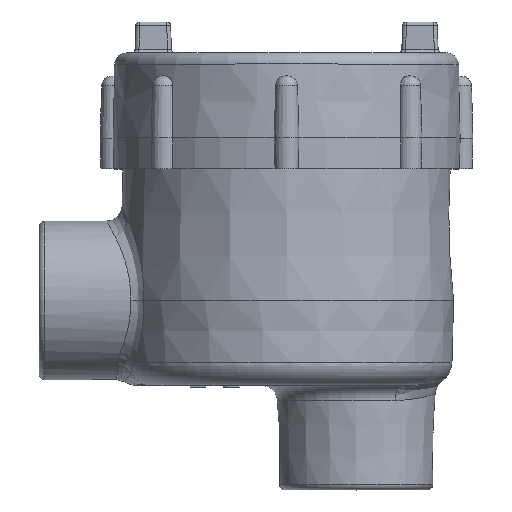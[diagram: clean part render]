
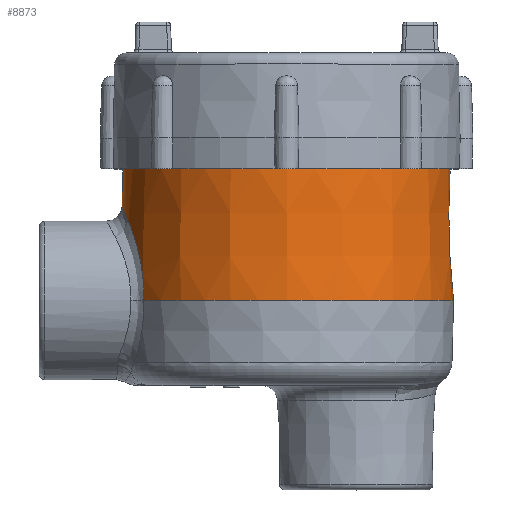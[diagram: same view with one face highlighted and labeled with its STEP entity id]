
A CAD part, top view. The second image highlights one B-rep face of the part: STEP entity #8873.
In plain terms, the highlighted conical face has half-angle 1.5 degrees and reference radius 33.211 mm.
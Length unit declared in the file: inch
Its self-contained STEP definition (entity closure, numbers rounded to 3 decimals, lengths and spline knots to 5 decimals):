
#646=FACE_OUTER_BOUND('',#1191,.T.);
#1191=EDGE_LOOP('',(#6120,#6121,#6122,#6123,#6124,#6125));
#1800=B_SPLINE_CURVE_WITH_KNOTS('',3,(#12417,#12418,#12419,#12420,#12421,
#12422,#12423,#12424,#12425,#12426,#12427,#12428,#12429,#12430,#12431,#12432,
#12433,#12434,#12435,#12436,#12437,#12438,#12439,#12440,#12441,#12442,#12443,
#12444,#12445,#12446,#12447,#12448,#12449,#12450,#12451,#12452,#12453,#12454,
#12455,#12456,#12457,#12458,#12459,#12460,#12461,#12462,#12463,#12464,#12465,
#12466,#12467,#12468,#12469,#12470,#12471,#12472,#12473,#12474,#12475,#12476,
#12477,#12478,#12479,#12480,#12481,#12482,#12483,#12484,#12485,#12486,#12487,
#12488,#12489,#12490,#12491,#12492,#12493,#12494,#12495),.UNSPECIFIED.,
 .F.,.F.,(4,3,3,3,3,3,3,3,3,3,3,3,3,3,3,3,3,3,3,3,3,3,3,3,3,3,4),(0.,
0.04005,0.08241,0.12995,0.18174,
0.23819,0.25,0.29852,0.34285,0.375,0.41433,
0.45299,0.49109,0.5,0.53967,0.57973,
0.62068,0.625,0.67309,0.72478,0.75,0.80575,
0.85528,0.90094,0.94375,0.98355,
1.),.UNSPECIFIED.);
#2064=LINE('',#12413,#2843);
#2843=VECTOR('',#10191,1.3075);
#3622=CIRCLE('',#9464,1.35005);
#3623=CIRCLE('',#9465,1.32223);
#3624=CIRCLE('',#9466,1.35005);
#3889=VERTEX_POINT('',#12409);
#3890=VERTEX_POINT('',#12410);
#3891=VERTEX_POINT('',#12412);
#3892=VERTEX_POINT('',#12415);
#4764=EDGE_CURVE('',#3889,#3890,#3622,.T.);
#4765=EDGE_CURVE('',#3890,#3891,#2064,.T.);
#4766=EDGE_CURVE('',#3891,#3891,#3623,.T.);
#4767=EDGE_CURVE('',#3890,#3892,#3624,.T.);
#4768=EDGE_CURVE('',#3892,#3889,#1800,.T.);
#6120=ORIENTED_EDGE('',*,*,#4764,.T.);
#6121=ORIENTED_EDGE('',*,*,#4765,.T.);
#6122=ORIENTED_EDGE('',*,*,#4766,.T.);
#6123=ORIENTED_EDGE('',*,*,#4765,.F.);
#6124=ORIENTED_EDGE('',*,*,#4767,.T.);
#6125=ORIENTED_EDGE('',*,*,#4768,.T.);
#8832=CONICAL_SURFACE('',#9463,1.3075,0.026);
#8873=ADVANCED_FACE('',(#646),#8832,.T.);
#9463=AXIS2_PLACEMENT_3D('',#12408,#10187,#10188);
#9464=AXIS2_PLACEMENT_3D('',#12411,#10189,#10190);
#9465=AXIS2_PLACEMENT_3D('',#12414,#10192,#10193);
#9466=AXIS2_PLACEMENT_3D('',#12416,#10194,#10195);
#10187=DIRECTION('center_axis',(0.,-1.,0.));
#10188=DIRECTION('ref_axis',(0.,0.,-1.));
#10189=DIRECTION('center_axis',(0.,1.,0.));
#10190=DIRECTION('ref_axis',(0.,0.,1.));
#10191=DIRECTION('',(0.,1.,-0.026));
#10192=DIRECTION('center_axis',(0.,-1.,0.));
#10193=DIRECTION('ref_axis',(0.,0.,1.));
#10194=DIRECTION('center_axis',(0.,1.,0.));
#10195=DIRECTION('ref_axis',(0.,0.,1.));
#12408=CARTESIAN_POINT('Origin',(0.,2.3125,0.));
#12409=CARTESIAN_POINT('',(-1.15401,0.6875,0.70064));
#12410=CARTESIAN_POINT('',(0.,0.6875,1.35005));
#12411=CARTESIAN_POINT('Origin',(0.,0.6875,0.));
#12412=CARTESIAN_POINT('',(0.,1.75,1.32223));
#12413=CARTESIAN_POINT('',(0.,2.3125,1.3075));
#12414=CARTESIAN_POINT('Origin',(0.,1.75,0.));
#12415=CARTESIAN_POINT('',(-1.15401,0.6875,-0.70064));
#12416=CARTESIAN_POINT('Origin',(0.,0.6875,0.));
#12417=CARTESIAN_POINT('Ctrl Pts',(-1.15401,0.6875,
-0.70064));
#12418=CARTESIAN_POINT('Ctrl Pts',(-1.15315,0.71886,
-0.70048));
#12419=CARTESIAN_POINT('Ctrl Pts',(-1.1534,0.75008,
-0.69849));
#12420=CARTESIAN_POINT('Ctrl Pts',(-1.15469,0.78098,-0.69478));
#12421=CARTESIAN_POINT('Ctrl Pts',(-1.15606,0.81367,
-0.69085));
#12422=CARTESIAN_POINT('Ctrl Pts',(-1.15858,0.84599,
-0.68499));
#12423=CARTESIAN_POINT('Ctrl Pts',(-1.1621,0.87774,
-0.67731));
#12424=CARTESIAN_POINT('Ctrl Pts',(-1.16604,0.91338,
-0.66869));
#12425=CARTESIAN_POINT('Ctrl Pts',(-1.17124,0.94829,-0.65776));
#12426=CARTESIAN_POINT('Ctrl Pts',(-1.17741,0.98218,
-0.64465));
#12427=CARTESIAN_POINT('Ctrl Pts',(-1.18413,1.01909,-0.63036));
#12428=CARTESIAN_POINT('Ctrl Pts',(-1.192,1.0548,-0.61346));
#12429=CARTESIAN_POINT('Ctrl Pts',(-1.20059,1.0889,-0.59409));
#12430=CARTESIAN_POINT('Ctrl Pts',(-1.20996,1.12607,-0.57298));
#12431=CARTESIAN_POINT('Ctrl Pts',(-1.22017,1.16134,-0.54892));
#12432=CARTESIAN_POINT('Ctrl Pts',(-1.23062,1.19419,-0.52208));
#12433=CARTESIAN_POINT('Ctrl Pts',(-1.2328,1.20107,-0.51647));
#12434=CARTESIAN_POINT('Ctrl Pts',(-1.235,1.20784,-0.51073));
#12435=CARTESIAN_POINT('Ctrl Pts',(-1.2372,1.2145,-0.50487));
#12436=CARTESIAN_POINT('Ctrl Pts',(-1.24625,1.24187,-0.48082));
#12437=CARTESIAN_POINT('Ctrl Pts',(-1.2554,1.26753,-0.45464));
#12438=CARTESIAN_POINT('Ctrl Pts',(-1.26422,1.29111,-0.42658));
#12439=CARTESIAN_POINT('Ctrl Pts',(-1.27227,1.31264,-0.40094));
#12440=CARTESIAN_POINT('Ctrl Pts',(-1.28005,1.33243,-0.37372));
#12441=CARTESIAN_POINT('Ctrl Pts',(-1.28724,1.35016,-0.34513));
#12442=CARTESIAN_POINT('Ctrl Pts',(-1.29245,1.36303,-0.32438));
#12443=CARTESIAN_POINT('Ctrl Pts',(-1.29735,1.37481,-0.30292));
#12444=CARTESIAN_POINT('Ctrl Pts',(-1.30183,1.3854,-0.28082));
#12445=CARTESIAN_POINT('Ctrl Pts',(-1.30732,1.39834,-0.25379));
#12446=CARTESIAN_POINT('Ctrl Pts',(-1.31218,1.4095,-0.22578));
#12447=CARTESIAN_POINT('Ctrl Pts',(-1.31624,1.41871,-0.19702));
#12448=CARTESIAN_POINT('Ctrl Pts',(-1.32023,1.42777,-0.16875));
#12449=CARTESIAN_POINT('Ctrl Pts',(-1.32345,1.43494,-0.13975));
#12450=CARTESIAN_POINT('Ctrl Pts',(-1.32577,1.4401,-0.11026));
#12451=CARTESIAN_POINT('Ctrl Pts',(-1.32805,1.44519,-0.0812));
#12452=CARTESIAN_POINT('Ctrl Pts',(-1.32946,1.44832,-0.05167));
#12453=CARTESIAN_POINT('Ctrl Pts',(-1.32992,1.44935,-0.0219));
#12454=CARTESIAN_POINT('Ctrl Pts',(-1.33003,1.44959,-0.01494));
#12455=CARTESIAN_POINT('Ctrl Pts',(-1.33009,1.44972,-0.00796));
#12456=CARTESIAN_POINT('Ctrl Pts',(-1.33009,1.44973,-0.00097));
#12457=CARTESIAN_POINT('Ctrl Pts',(-1.33011,1.44977,0.03013));
#12458=CARTESIAN_POINT('Ctrl Pts',(-1.3291,1.44753,0.06101));
#12459=CARTESIAN_POINT('Ctrl Pts',(-1.32712,1.44314,0.09143));
#12460=CARTESIAN_POINT('Ctrl Pts',(-1.32512,1.43869,0.12216));
#12461=CARTESIAN_POINT('Ctrl Pts',(-1.32213,1.43206,0.15243));
#12462=CARTESIAN_POINT('Ctrl Pts',(-1.31828,1.42335,0.18199));
#12463=CARTESIAN_POINT('Ctrl Pts',(-1.31434,1.41446,0.21221));
#12464=CARTESIAN_POINT('Ctrl Pts',(-1.30951,1.40342,0.24169));
#12465=CARTESIAN_POINT('Ctrl Pts',(-1.30394,1.39037,0.27021));
#12466=CARTESIAN_POINT('Ctrl Pts',(-1.30336,1.38899,0.27321));
#12467=CARTESIAN_POINT('Ctrl Pts',(-1.30276,1.38759,0.27621));
#12468=CARTESIAN_POINT('Ctrl Pts',(-1.30216,1.38617,0.27919));
#12469=CARTESIAN_POINT('Ctrl Pts',(-1.29546,1.37035,0.31245));
#12470=CARTESIAN_POINT('Ctrl Pts',(-1.28782,1.35193,0.34415));
#12471=CARTESIAN_POINT('Ctrl Pts',(-1.27963,1.33122,0.37411));
#12472=CARTESIAN_POINT('Ctrl Pts',(-1.27082,1.30897,0.4063));
#12473=CARTESIAN_POINT('Ctrl Pts',(-1.26137,1.28408,0.43649));
#12474=CARTESIAN_POINT('Ctrl Pts',(-1.25175,1.25694,0.46447));
#12475=CARTESIAN_POINT('Ctrl Pts',(-1.24705,1.2437,0.47813));
#12476=CARTESIAN_POINT('Ctrl Pts',(-1.24231,1.22992,0.49126));
#12477=CARTESIAN_POINT('Ctrl Pts',(-1.23759,1.21566,0.50385));
#12478=CARTESIAN_POINT('Ctrl Pts',(-1.22714,1.18413,0.53169));
#12479=CARTESIAN_POINT('Ctrl Pts',(-1.2168,1.15013,0.55683));
#12480=CARTESIAN_POINT('Ctrl Pts',(-1.20717,1.11417,0.57909));
#12481=CARTESIAN_POINT('Ctrl Pts',(-1.1986,1.08221,0.59887));
#12482=CARTESIAN_POINT('Ctrl Pts',(-1.1906,1.0487,0.61639));
#12483=CARTESIAN_POINT('Ctrl Pts',(-1.18355,1.01399,0.63154));
#12484=CARTESIAN_POINT('Ctrl Pts',(-1.17705,0.98199,
0.6455));
#12485=CARTESIAN_POINT('Ctrl Pts',(-1.17136,0.94896,
0.65745));
#12486=CARTESIAN_POINT('Ctrl Pts',(-1.16674,0.91518,0.66731));
#12487=CARTESIAN_POINT('Ctrl Pts',(-1.16241,0.88351,
0.67655));
#12488=CARTESIAN_POINT('Ctrl Pts',(-1.15903,0.85118,
0.68394));
#12489=CARTESIAN_POINT('Ctrl Pts',(-1.15677,0.81841,0.6894));
#12490=CARTESIAN_POINT('Ctrl Pts',(-1.15467,0.78795,
0.69448));
#12491=CARTESIAN_POINT('Ctrl Pts',(-1.15355,0.75711,
0.69789));
#12492=CARTESIAN_POINT('Ctrl Pts',(-1.15351,0.72608,0.69952));
#12493=CARTESIAN_POINT('Ctrl Pts',(-1.15349,0.71325,
0.7002));
#12494=CARTESIAN_POINT('Ctrl Pts',(-1.15366,0.70038,
0.70058));
#12495=CARTESIAN_POINT('Ctrl Pts',(-1.15401,0.6875,
0.70064));
